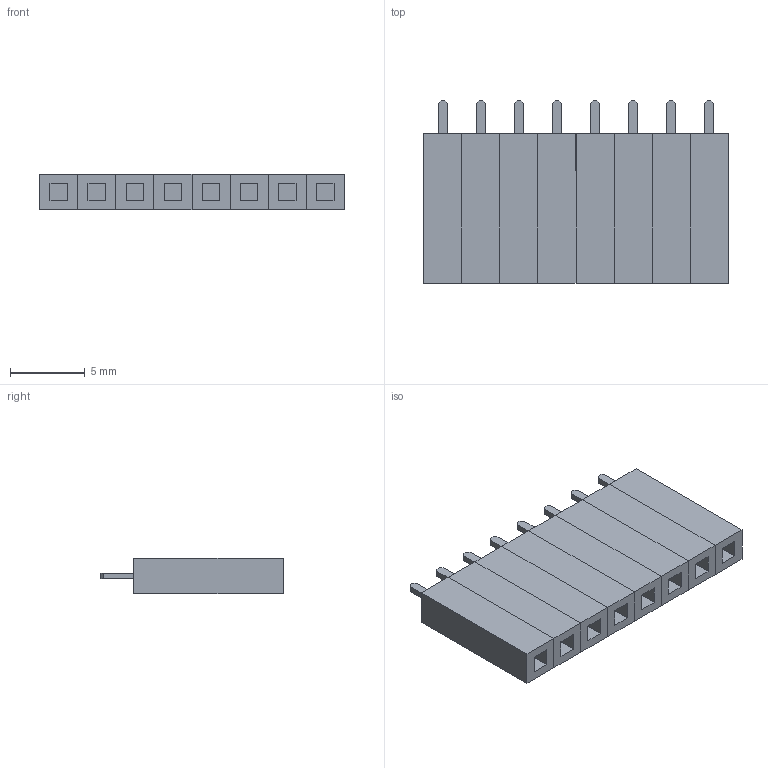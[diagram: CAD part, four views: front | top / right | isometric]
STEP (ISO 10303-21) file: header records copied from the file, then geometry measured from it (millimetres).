
FILE_DESCRIPTION (( 'STEP AP214' ), '1' );
FILE_NAME ('Conn_PBS8.STEP', '2018-04-18T18:40:22', ( '' ), ( '' ), 'SwSTEP 2.0', 'SolidWorks 2018', '' );
FILE_SCHEMA (( 'AUTOMOTIVE_DESIGN' ));
Length unit declared in the file: millimetre
Products named in the file (1): Conn_PBS8
Bounding box: 20.32 x 12.2 x 2.4 mm (x, y, z)
Volume: 411.2 mm3; surface area: 1190.8 mm2
Topology: 8 solids, 8 shells, 144 faces, 336 edges, 224 vertices
Faces by surface type: plane 144
Entity records: 4733 total; most frequent: CARTESIAN_POINT 705, ORIENTED_EDGE 672, DIRECTION 626, EDGE_CURVE 336, LINE 336, VECTOR 336, VERTEX_POINT 224, EDGE_LOOP 160
